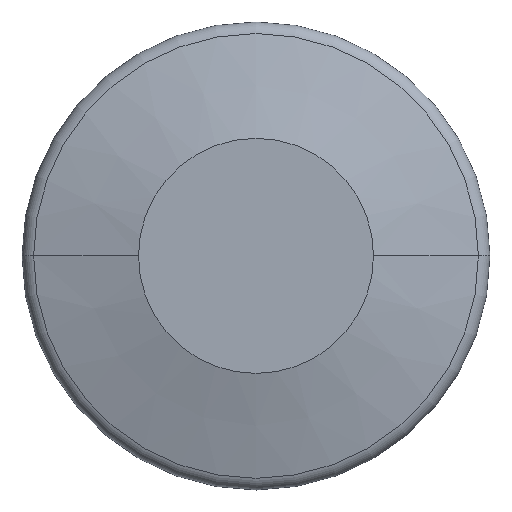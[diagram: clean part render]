
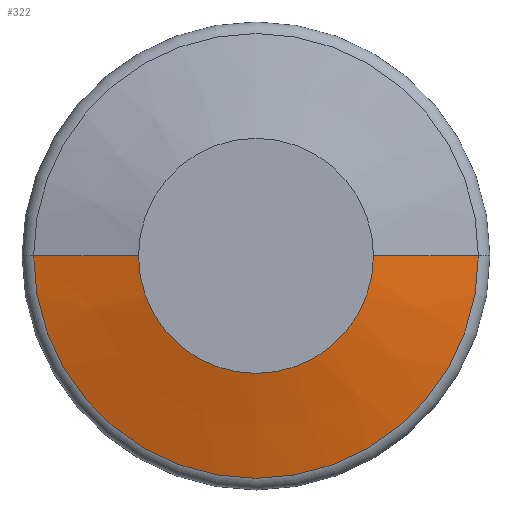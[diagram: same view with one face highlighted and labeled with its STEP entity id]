
A CAD part, top view. The second image highlights one B-rep face of the part: STEP entity #322.
In plain terms, the highlighted conical face has half-angle 75 degrees and reference radius 7.535 mm.
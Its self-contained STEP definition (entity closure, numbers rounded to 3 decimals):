
#9 = DIRECTION ( 'NONE',  ( -1., 0., 0. ) ) ;
#18 = ORIENTED_EDGE ( 'NONE', *, *, #342, .F. ) ;
#27 = ORIENTED_EDGE ( 'NONE', *, *, #347, .T. ) ;
#31 = EDGE_CURVE ( 'NONE', #325, #80, #95, .T. ) ;
#37 = VECTOR ( 'NONE', #190, 1000. ) ;
#48 = CARTESIAN_POINT ( 'NONE',  ( -7.535, 0., 0. ) ) ;
#49 = LINE ( 'NONE', #360, #37 ) ;
#59 = DIRECTION ( 'NONE',  ( 0., 0., -1. ) ) ;
#64 = VERTEX_POINT ( 'NONE', #191 ) ;
#80 = VERTEX_POINT ( 'NONE', #297 ) ;
#81 = DIRECTION ( 'NONE',  ( -1., 0., 0. ) ) ;
#95 = CIRCLE ( 'NONE', #346, 14.259 ) ;
#97 = AXIS2_PLACEMENT_3D ( 'NONE', #353, #177, #9 ) ;
#107 = VECTOR ( 'NONE', #151, 1000. ) ;
#135 = CARTESIAN_POINT ( 'NONE',  ( 0., 0., -1.802 ) ) ;
#151 = DIRECTION ( 'NONE',  ( -0.966, 0., -0.259 ) ) ;
#157 = CARTESIAN_POINT ( 'NONE',  ( 7.535, 0., 0. ) ) ;
#177 = DIRECTION ( 'NONE',  ( 0., 0., -1. ) ) ;
#181 = CARTESIAN_POINT ( 'NONE',  ( 14.259, 0., -1.802 ) ) ;
#183 = DIRECTION ( 'NONE',  ( 0., 0., -1. ) ) ;
#184 = DIRECTION ( 'NONE',  ( -1., 0., 0. ) ) ;
#190 = DIRECTION ( 'NONE',  ( 0.966, 0., -0.259 ) ) ;
#191 = CARTESIAN_POINT ( 'NONE',  ( -7.535, 0., 0. ) ) ;
#194 = CIRCLE ( 'NONE', #97, 7.535 ) ;
#203 = ORIENTED_EDGE ( 'NONE', *, *, #31, .F. ) ;
#228 = EDGE_CURVE ( 'NONE', #64, #80, #258, .T. ) ;
#231 = FACE_OUTER_BOUND ( 'NONE', #359, .T. ) ;
#240 = CARTESIAN_POINT ( 'NONE',  ( 0., 0., 0. ) ) ;
#250 = ORIENTED_EDGE ( 'NONE', *, *, #228, .T. ) ;
#258 = LINE ( 'NONE', #48, #107 ) ;
#295 = AXIS2_PLACEMENT_3D ( 'NONE', #240, #183, #184 ) ;
#297 = CARTESIAN_POINT ( 'NONE',  ( -14.259, 0., -1.802 ) ) ;
#310 = CONICAL_SURFACE ( 'NONE', #295, 7.535, 1.309 ) ;
#312 = VERTEX_POINT ( 'NONE', #157 ) ;
#322 = ADVANCED_FACE ( 'NONE', ( #231 ), #310, .T. ) ;
#325 = VERTEX_POINT ( 'NONE', #181 ) ;
#342 = EDGE_CURVE ( 'NONE', #312, #325, #49, .T. ) ;
#346 = AXIS2_PLACEMENT_3D ( 'NONE', #135, #59, #81 ) ;
#347 = EDGE_CURVE ( 'NONE', #312, #64, #194, .T. ) ;
#353 = CARTESIAN_POINT ( 'NONE',  ( 0., 0., 0. ) ) ;
#359 = EDGE_LOOP ( 'NONE', ( #18, #27, #250, #203 ) ) ;
#360 = CARTESIAN_POINT ( 'NONE',  ( 7.535, 0., 0. ) ) ;
